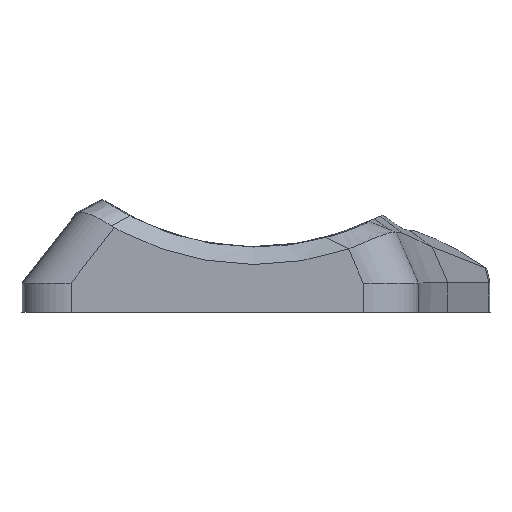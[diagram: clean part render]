
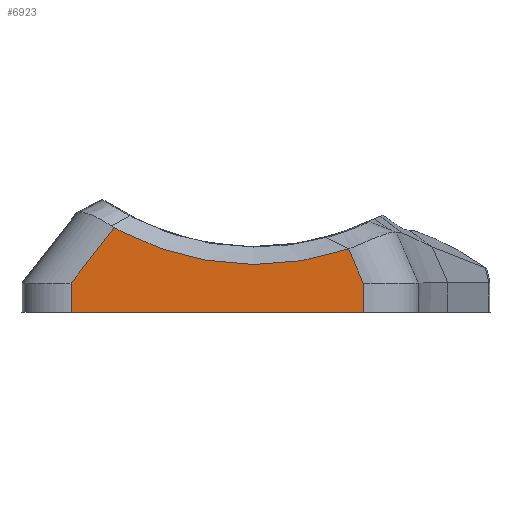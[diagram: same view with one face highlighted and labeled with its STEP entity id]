
A CAD part, left-side view. The second image highlights one B-rep face of the part: STEP entity #6923.
In plain terms, the highlighted planar face has unit normal (-1, -0.004, -0.001).
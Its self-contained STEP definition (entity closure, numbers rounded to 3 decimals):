
#6828=CARTESIAN_POINT('',(11.901,-47.624,-7.707));
#6829=DIRECTION('',(-1.,-0.003,-0.001));
#6830=DIRECTION('',(-0.003,0.801,0.599));
#6831=AXIS2_PLACEMENT_3D('',#6828,#6829,#6830);
#6832=PLANE('',#6831);
#6833=CARTESIAN_POINT('',(11.782,-6.54,-38.092));
#6834=VERTEX_POINT('',#6833);
#6835=CARTESIAN_POINT('',(11.775,-6.54,-29.3));
#6836=VERTEX_POINT('',#6835);
#6837=CARTESIAN_POINT('',(11.782,-6.54,-38.092));
#6838=DIRECTION('',(-0.001,0.,1.));
#6839=VECTOR('',#6838,8.792);
#6840=LINE('',#6837,#6839);
#6841=EDGE_CURVE('',#6834,#6836,#6840,.T.);
#6842=ORIENTED_EDGE('',*,*,#6841,.F.);
#6843=CARTESIAN_POINT('',(12.088,-94.025,-38.092));
#6844=VERTEX_POINT('',#6843);
#6845=CARTESIAN_POINT('',(12.088,-94.025,-38.092));
#6846=DIRECTION('',(-0.003,1.,0.));
#6847=VECTOR('',#6846,87.486);
#6848=LINE('',#6845,#6847);
#6849=EDGE_CURVE('',#6844,#6834,#6848,.T.);
#6850=ORIENTED_EDGE('',*,*,#6849,.F.);
#6851=CARTESIAN_POINT('',(12.081,-94.025,-29.295));
#6852=VERTEX_POINT('',#6851);
#6853=CARTESIAN_POINT('',(12.088,-94.025,-38.092));
#6854=DIRECTION('',(-0.001,0.,1.));
#6855=VECTOR('',#6854,8.797);
#6856=LINE('',#6853,#6855);
#6857=EDGE_CURVE('',#6844,#6852,#6856,.T.);
#6858=ORIENTED_EDGE('',*,*,#6857,.T.);
#6859=CARTESIAN_POINT('',(12.057,-89.587,-19.079));
#6860=VERTEX_POINT('',#6859);
#6861=CARTESIAN_POINT('',(12.081,-94.025,-29.295));
#6862=DIRECTION('',(-0.002,0.398,0.917));
#6863=VECTOR('',#6862,11.139);
#6864=LINE('',#6861,#6863);
#6865=EDGE_CURVE('',#6852,#6860,#6864,.T.);
#6866=ORIENTED_EDGE('',*,*,#6865,.T.);
#6867=CARTESIAN_POINT('',(11.817,-22.175,-14.108));
#6868=VERTEX_POINT('',#6867);
#6869=CARTESIAN_POINT('',(12.057,-89.587,-19.079));
#6870=CARTESIAN_POINT('',(12.048,-86.853,-20.021));
#6871=CARTESIAN_POINT('',(12.039,-84.09,-20.817));
#6872=CARTESIAN_POINT('',(12.03,-81.3,-21.473));
#6873=CARTESIAN_POINT('',(12.021,-78.509,-22.129));
#6874=CARTESIAN_POINT('',(12.011,-75.691,-22.645));
#6875=CARTESIAN_POINT('',(12.002,-72.844,-23.019));
#6876=CARTESIAN_POINT('',(11.992,-69.997,-23.392));
#6877=CARTESIAN_POINT('',(11.982,-67.122,-23.625));
#6878=CARTESIAN_POINT('',(11.972,-64.218,-23.712));
#6879=CARTESIAN_POINT('',(11.97,-63.492,-23.733));
#6880=CARTESIAN_POINT('',(11.967,-62.764,-23.745));
#6881=CARTESIAN_POINT('',(11.965,-62.035,-23.748));
#6882=CARTESIAN_POINT('',(11.962,-61.305,-23.751));
#6883=CARTESIAN_POINT('',(11.959,-60.575,-23.745));
#6884=CARTESIAN_POINT('',(11.957,-59.846,-23.729));
#6885=CARTESIAN_POINT('',(11.952,-58.389,-23.698));
#6886=CARTESIAN_POINT('',(11.947,-56.936,-23.63));
#6887=CARTESIAN_POINT('',(11.941,-55.487,-23.525));
#6888=CARTESIAN_POINT('',(11.931,-52.588,-23.316));
#6889=CARTESIAN_POINT('',(11.921,-49.706,-22.959));
#6890=CARTESIAN_POINT('',(11.91,-46.839,-22.456));
#6891=CARTESIAN_POINT('',(11.908,-46.123,-22.33));
#6892=CARTESIAN_POINT('',(11.905,-45.407,-22.194));
#6893=CARTESIAN_POINT('',(11.903,-44.692,-22.05));
#6894=CARTESIAN_POINT('',(11.9,-43.978,-21.906));
#6895=CARTESIAN_POINT('',(11.897,-43.263,-21.752));
#6896=CARTESIAN_POINT('',(11.895,-42.552,-21.589));
#6897=CARTESIAN_POINT('',(11.889,-41.13,-21.264));
#6898=CARTESIAN_POINT('',(11.884,-39.721,-20.904));
#6899=CARTESIAN_POINT('',(11.879,-38.325,-20.508));
#6900=CARTESIAN_POINT('',(11.858,-32.74,-18.926));
#6901=CARTESIAN_POINT('',(11.838,-27.356,-16.795));
#6902=CARTESIAN_POINT('',(11.817,-22.175,-14.108));
#6903=B_SPLINE_CURVE_WITH_KNOTS('',3,(#6869,#6870,#6871,#6872,#6873,#6874,#6875,#6876,#6877,#6878,#6879,#6880,#6881,#6882,#6883,#6884,#6885,#6886,#6887,#6888,#6889,#6890,#6891,#6892,#6893,#6894,
#6895,#6896,#6897,#6898,#6899,#6900,#6901,#6902),.UNSPECIFIED.,.F.,.F.,(4,3,3,3,3,3,3,3,3,3,3,4),(0.337,0.346,0.355,0.363,0.365,0.368,0.372,0.381,0.383,0.385,0.389,0.407),.UNSPECIFIED.);
#6904=EDGE_CURVE('',#6860,#6868,#6903,.T.);
#6905=ORIENTED_EDGE('',*,*,#6904,.T.);
#6906=CARTESIAN_POINT('',(11.807,-19.497,-12.718));
#6907=VERTEX_POINT('',#6906);
#6908=CARTESIAN_POINT('',(11.817,-22.175,-14.108));
#6909=CARTESIAN_POINT('',(11.814,-21.283,-13.645));
#6910=CARTESIAN_POINT('',(11.81,-20.39,-13.181));
#6911=CARTESIAN_POINT('',(11.807,-19.497,-12.718));
#6912=B_SPLINE_CURVE_WITH_KNOTS('',3,(#6908,#6909,#6910,#6911),.UNSPECIFIED.,.F.,.F.,(4,4),(0.017,0.02),.UNSPECIFIED.);
#6913=EDGE_CURVE('',#6868,#6907,#6912,.T.);
#6914=ORIENTED_EDGE('',*,*,#6913,.T.);
#6915=CARTESIAN_POINT('',(11.807,-19.497,-12.718));
#6916=DIRECTION('',(-0.002,0.616,-0.788));
#6917=VECTOR('',#6916,21.044);
#6918=LINE('',#6915,#6917);
#6919=EDGE_CURVE('',#6907,#6836,#6918,.T.);
#6920=ORIENTED_EDGE('',*,*,#6919,.T.);
#6921=EDGE_LOOP('',(#6842,#6850,#6858,#6866,#6905,#6914,#6920));
#6922=FACE_BOUND('',#6921,.T.);
#6923=ADVANCED_FACE('',(#6922),#6832,.T.);
